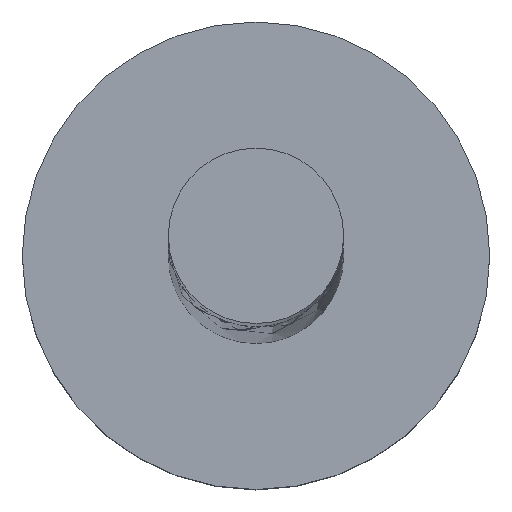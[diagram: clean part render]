
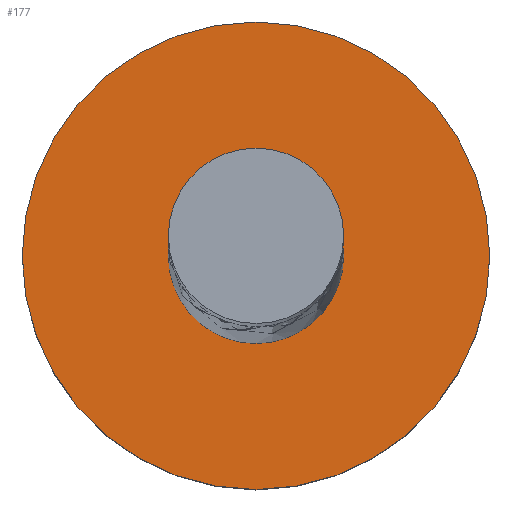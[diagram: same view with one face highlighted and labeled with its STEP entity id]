
A CAD part, top view. The second image highlights one B-rep face of the part: STEP entity #177.
In plain terms, the highlighted planar face has unit normal (0, 0, 1).
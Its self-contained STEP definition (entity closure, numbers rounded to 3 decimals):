
#36 = EDGE_CURVE ( 'NONE', #806, #391, #823, .T. ) ;
#85 = CARTESIAN_POINT ( 'NONE',  ( 0., 0., 2. ) ) ;
#111 = CARTESIAN_POINT ( 'NONE',  ( 0., 0., 2. ) ) ;
#147 = CARTESIAN_POINT ( 'NONE',  ( 0., 0., 2. ) ) ;
#159 = DIRECTION ( 'NONE',  ( 0., 0., 1. ) ) ;
#177 = ADVANCED_FACE ( 'NONE', ( #1056, #948 ), #837, .T. ) ;
#185 = DIRECTION ( 'NONE',  ( 1., 0., 0. ) ) ;
#187 = AXIS2_PLACEMENT_3D ( 'NONE', #1203, #1196, #670 ) ;
#314 = VERTEX_POINT ( 'NONE', #1283 ) ;
#318 = DIRECTION ( 'NONE',  ( 0., 0., 1. ) ) ;
#344 = DIRECTION ( 'NONE',  ( 0., 0., 1. ) ) ;
#386 = CIRCLE ( 'NONE', #411, 0.75 ) ;
#391 = VERTEX_POINT ( 'NONE', #548 ) ;
#411 = AXIS2_PLACEMENT_3D ( 'NONE', #147, #1089, #1171 ) ;
#456 = CIRCLE ( 'NONE', #187, 0.75 ) ;
#521 = EDGE_CURVE ( 'NONE', #314, #700, #386, .T. ) ;
#527 = DIRECTION ( 'NONE',  ( 1., 0., 0. ) ) ;
#548 = CARTESIAN_POINT ( 'NONE',  ( -2., 0., 2. ) ) ;
#589 = CARTESIAN_POINT ( 'NONE',  ( 0., 0., 2. ) ) ;
#635 = CARTESIAN_POINT ( 'NONE',  ( 2., 0., 2. ) ) ;
#670 = DIRECTION ( 'NONE',  ( 1., 0., 0. ) ) ;
#693 = DIRECTION ( 'NONE',  ( 1., 0., 0. ) ) ;
#700 = VERTEX_POINT ( 'NONE', #936 ) ;
#714 = CIRCLE ( 'NONE', #775, 2. ) ;
#775 = AXIS2_PLACEMENT_3D ( 'NONE', #111, #344, #527 ) ;
#780 = EDGE_LOOP ( 'NONE', ( #945, #1058 ) ) ;
#806 = VERTEX_POINT ( 'NONE', #635 ) ;
#823 = CIRCLE ( 'NONE', #889, 2. ) ;
#837 = PLANE ( 'NONE',  #1000 ) ;
#889 = AXIS2_PLACEMENT_3D ( 'NONE', #589, #159, #693 ) ;
#936 = CARTESIAN_POINT ( 'NONE',  ( 0.75, 0., 2. ) ) ;
#939 = ORIENTED_EDGE ( 'NONE', *, *, #1055, .F. ) ;
#945 = ORIENTED_EDGE ( 'NONE', *, *, #970, .T. ) ;
#948 = FACE_OUTER_BOUND ( 'NONE', #780, .T. ) ;
#958 = ORIENTED_EDGE ( 'NONE', *, *, #521, .F. ) ;
#970 = EDGE_CURVE ( 'NONE', #391, #806, #714, .T. ) ;
#1000 = AXIS2_PLACEMENT_3D ( 'NONE', #85, #318, #185 ) ;
#1055 = EDGE_CURVE ( 'NONE', #700, #314, #456, .T. ) ;
#1056 = FACE_BOUND ( 'NONE', #1072, .T. ) ;
#1058 = ORIENTED_EDGE ( 'NONE', *, *, #36, .T. ) ;
#1072 = EDGE_LOOP ( 'NONE', ( #958, #939 ) ) ;
#1089 = DIRECTION ( 'NONE',  ( 0., 0., 1. ) ) ;
#1171 = DIRECTION ( 'NONE',  ( 1., 0., 0. ) ) ;
#1196 = DIRECTION ( 'NONE',  ( 0., 0., 1. ) ) ;
#1203 = CARTESIAN_POINT ( 'NONE',  ( 0., 0., 2. ) ) ;
#1283 = CARTESIAN_POINT ( 'NONE',  ( -0.75, 0., 2. ) ) ;
